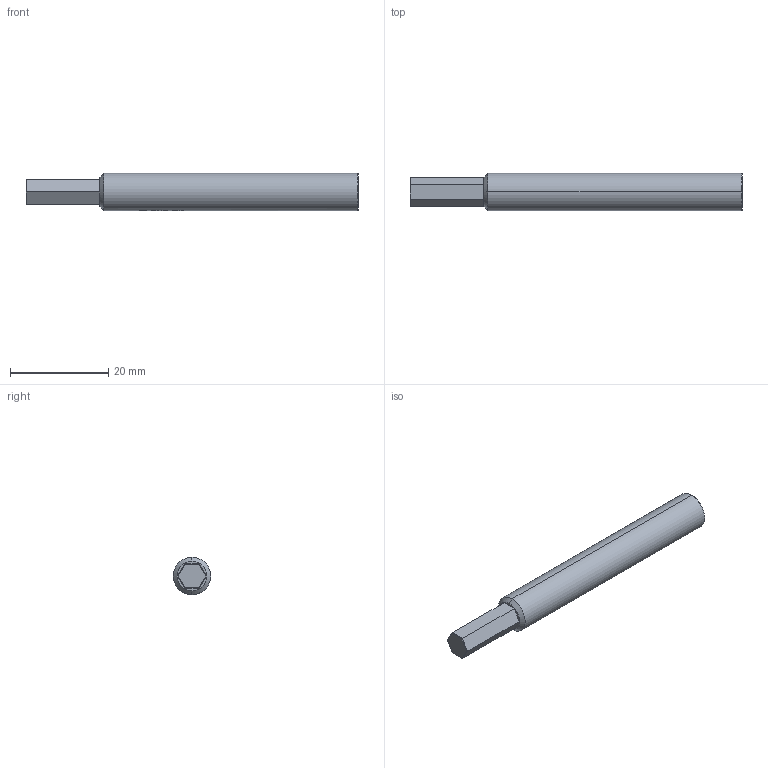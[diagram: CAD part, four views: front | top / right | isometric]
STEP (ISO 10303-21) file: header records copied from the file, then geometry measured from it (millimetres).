
FILE_DESCRIPTION (( 'STEP AP214' ), '1' );
FILE_NAME ('MOD-1023247-BIT348.STEP', '2023-01-23T11:17:03', ( '' ), ( '' ), 'SwSTEP 2.0', 'SolidWorks 2020', '' );
FILE_SCHEMA (( 'AUTOMOTIVE_DESIGN' ));
Length unit declared in the file: millimetre
Products named in the file (1): MOD-1023247-BIT348
Bounding box: 67.5 x 7.6 x 7.6 mm (x, y, z)
Volume: 1968.6 mm3; surface area: 2071.1 mm2
Topology: 1 solids, 1 shells, 163 faces, 446 edges, 289 vertices
Faces by surface type: plane 84, bspline 42, cylinder 31, cone 6
Entity records: 8912 total; most frequent: CARTESIAN_POINT 5083, ORIENTED_EDGE 888, DIRECTION 642, EDGE_CURVE 444, VERTEX_POINT 289, AXIS2_PLACEMENT_3D 222, VECTOR 198, LINE 198
